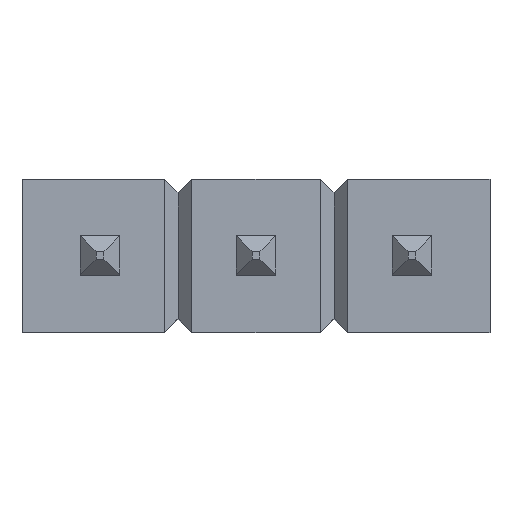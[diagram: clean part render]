
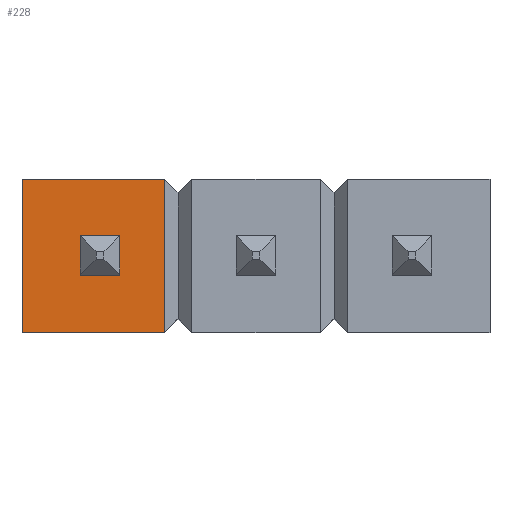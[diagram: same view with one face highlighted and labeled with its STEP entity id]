
A CAD part, top view. The second image highlights one B-rep face of the part: STEP entity #228.
In plain terms, the highlighted planar face has unit normal (0, 0, 1).
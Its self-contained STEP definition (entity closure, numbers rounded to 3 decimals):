
#39 = VERTEX_POINT('',#40);
#40 = CARTESIAN_POINT('',(-1.27,-1.25,2.69));
#47 = PLANE('',#48);
#48 = AXIS2_PLACEMENT_3D('',#49,#50,#51);
#49 = CARTESIAN_POINT('',(-1.27,-1.25,0.));
#50 = DIRECTION('',(1.,0.,0.));
#51 = DIRECTION('',(0.,0.,1.));
#59 = PLANE('',#60);
#60 = AXIS2_PLACEMENT_3D('',#61,#62,#63);
#61 = CARTESIAN_POINT('',(-1.27,-1.25,0.));
#62 = DIRECTION('',(0.,1.,0.));
#63 = DIRECTION('',(0.,0.,1.));
#100 = VERTEX_POINT('',#101);
#101 = CARTESIAN_POINT('',(-1.27,1.25,2.69));
#115 = PLANE('',#116);
#116 = AXIS2_PLACEMENT_3D('',#117,#118,#119);
#117 = CARTESIAN_POINT('',(-1.27,1.25,0.));
#118 = DIRECTION('',(0.,1.,0.));
#119 = DIRECTION('',(0.,0.,1.));
#127 = EDGE_CURVE('',#39,#100,#128,.T.);
#128 = SURFACE_CURVE('',#129,(#133,#140),.PCURVE_S1.);
#129 = LINE('',#130,#131);
#130 = CARTESIAN_POINT('',(-1.27,-1.25,2.69));
#131 = VECTOR('',#132,1.);
#132 = DIRECTION('',(0.,1.,0.));
#133 = PCURVE('',#47,#134);
#134 = DEFINITIONAL_REPRESENTATION('',(#135),#139);
#135 = LINE('',#136,#137);
#136 = CARTESIAN_POINT('',(2.69,0.));
#137 = VECTOR('',#138,1.);
#138 = DIRECTION('',(0.,-1.));
#139 = ( GEOMETRIC_REPRESENTATION_CONTEXT(2) 
PARAMETRIC_REPRESENTATION_CONTEXT() REPRESENTATION_CONTEXT('2D SPACE',''
  ) );
#140 = PCURVE('',#141,#146);
#141 = PLANE('',#142);
#142 = AXIS2_PLACEMENT_3D('',#143,#144,#145);
#143 = CARTESIAN_POINT('',(-1.27,-1.25,2.69));
#144 = DIRECTION('',(0.,0.,1.));
#145 = DIRECTION('',(1.,0.,0.));
#146 = DEFINITIONAL_REPRESENTATION('',(#147),#151);
#147 = LINE('',#148,#149);
#148 = CARTESIAN_POINT('',(0.,0.));
#149 = VECTOR('',#150,1.);
#150 = DIRECTION('',(0.,1.));
#151 = ( GEOMETRIC_REPRESENTATION_CONTEXT(2) 
PARAMETRIC_REPRESENTATION_CONTEXT() REPRESENTATION_CONTEXT('2D SPACE',''
  ) );
#180 = EDGE_CURVE('',#39,#181,#183,.T.);
#181 = VERTEX_POINT('',#182);
#182 = CARTESIAN_POINT('',(1.045,-1.25,2.69));
#183 = SURFACE_CURVE('',#184,(#188,#195),.PCURVE_S1.);
#184 = LINE('',#185,#186);
#185 = CARTESIAN_POINT('',(-1.27,-1.25,2.69));
#186 = VECTOR('',#187,1.);
#187 = DIRECTION('',(1.,0.,0.));
#188 = PCURVE('',#59,#189);
#189 = DEFINITIONAL_REPRESENTATION('',(#190),#194);
#190 = LINE('',#191,#192);
#191 = CARTESIAN_POINT('',(2.69,0.));
#192 = VECTOR('',#193,1.);
#193 = DIRECTION('',(0.,1.));
#194 = ( GEOMETRIC_REPRESENTATION_CONTEXT(2) 
PARAMETRIC_REPRESENTATION_CONTEXT() REPRESENTATION_CONTEXT('2D SPACE',''
  ) );
#195 = PCURVE('',#141,#196);
#196 = DEFINITIONAL_REPRESENTATION('',(#197),#201);
#197 = LINE('',#198,#199);
#198 = CARTESIAN_POINT('',(0.,0.));
#199 = VECTOR('',#200,1.);
#200 = DIRECTION('',(1.,0.));
#201 = ( GEOMETRIC_REPRESENTATION_CONTEXT(2) 
PARAMETRIC_REPRESENTATION_CONTEXT() REPRESENTATION_CONTEXT('2D SPACE',''
  ) );
#228 = ADVANCED_FACE('',(#229),#141,.T.);
#229 = FACE_BOUND('',#230,.T.);
#230 = EDGE_LOOP('',(#231,#254,#255,#256));
#231 = ORIENTED_EDGE('',*,*,#232,.F.);
#232 = EDGE_CURVE('',#100,#233,#235,.T.);
#233 = VERTEX_POINT('',#234);
#234 = CARTESIAN_POINT('',(1.045,1.25,2.69));
#235 = SURFACE_CURVE('',#236,(#240,#247),.PCURVE_S1.);
#236 = LINE('',#237,#238);
#237 = CARTESIAN_POINT('',(-1.27,1.25,2.69));
#238 = VECTOR('',#239,1.);
#239 = DIRECTION('',(1.,0.,0.));
#240 = PCURVE('',#141,#241);
#241 = DEFINITIONAL_REPRESENTATION('',(#242),#246);
#242 = LINE('',#243,#244);
#243 = CARTESIAN_POINT('',(0.,2.5));
#244 = VECTOR('',#245,1.);
#245 = DIRECTION('',(1.,0.));
#246 = ( GEOMETRIC_REPRESENTATION_CONTEXT(2) 
PARAMETRIC_REPRESENTATION_CONTEXT() REPRESENTATION_CONTEXT('2D SPACE',''
  ) );
#247 = PCURVE('',#115,#248);
#248 = DEFINITIONAL_REPRESENTATION('',(#249),#253);
#249 = LINE('',#250,#251);
#250 = CARTESIAN_POINT('',(2.69,0.));
#251 = VECTOR('',#252,1.);
#252 = DIRECTION('',(0.,1.));
#253 = ( GEOMETRIC_REPRESENTATION_CONTEXT(2) 
PARAMETRIC_REPRESENTATION_CONTEXT() REPRESENTATION_CONTEXT('2D SPACE',''
  ) );
#254 = ORIENTED_EDGE('',*,*,#127,.F.);
#255 = ORIENTED_EDGE('',*,*,#180,.T.);
#256 = ORIENTED_EDGE('',*,*,#257,.T.);
#257 = EDGE_CURVE('',#181,#233,#258,.T.);
#258 = SURFACE_CURVE('',#259,(#263,#270),.PCURVE_S1.);
#259 = LINE('',#260,#261);
#260 = CARTESIAN_POINT('',(1.045,-1.25,2.69));
#261 = VECTOR('',#262,1.);
#262 = DIRECTION('',(0.,1.,0.));
#263 = PCURVE('',#141,#264);
#264 = DEFINITIONAL_REPRESENTATION('',(#265),#269);
#265 = LINE('',#266,#267);
#266 = CARTESIAN_POINT('',(2.315,0.));
#267 = VECTOR('',#268,1.);
#268 = DIRECTION('',(0.,1.));
#269 = ( GEOMETRIC_REPRESENTATION_CONTEXT(2) 
PARAMETRIC_REPRESENTATION_CONTEXT() REPRESENTATION_CONTEXT('2D SPACE',''
  ) );
#270 = PCURVE('',#271,#276);
#271 = PLANE('',#272);
#272 = AXIS2_PLACEMENT_3D('',#273,#274,#275);
#273 = CARTESIAN_POINT('',(1.045,-1.25,2.69));
#274 = DIRECTION('',(0.707,0.,0.707));
#275 = DIRECTION('',(0.707,0.,-0.707));
#276 = DEFINITIONAL_REPRESENTATION('',(#277),#281);
#277 = LINE('',#278,#279);
#278 = CARTESIAN_POINT('',(0.,0.));
#279 = VECTOR('',#280,1.);
#280 = DIRECTION('',(0.,1.));
#281 = ( GEOMETRIC_REPRESENTATION_CONTEXT(2) 
PARAMETRIC_REPRESENTATION_CONTEXT() REPRESENTATION_CONTEXT('2D SPACE',''
  ) );
